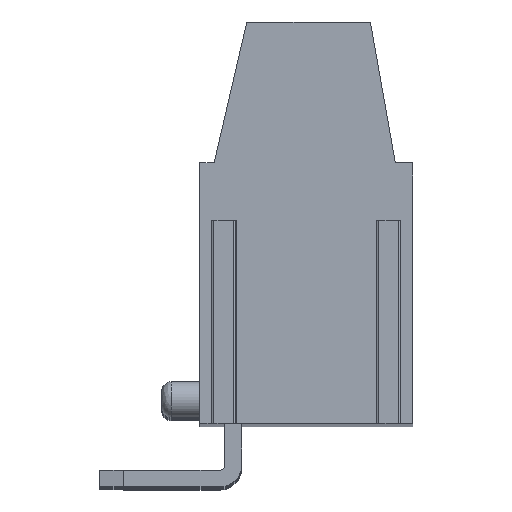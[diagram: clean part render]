
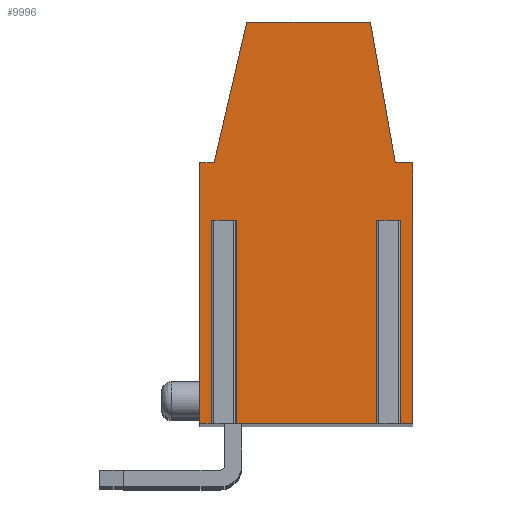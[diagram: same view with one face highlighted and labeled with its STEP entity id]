
A CAD part, top view. The second image highlights one B-rep face of the part: STEP entity #9996.
In plain terms, the highlighted planar face has unit normal (0, 0, 1).
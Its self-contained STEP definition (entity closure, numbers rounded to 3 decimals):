
#13=DIRECTION('',(-1.,0.,0.));
#14=VECTOR('',#13,0.814);
#15=CARTESIAN_POINT('',(6.453,1.45,77.5));
#16=LINE('',#15,#14);
#17=DIRECTION('',(0.,-1.,0.));
#18=VECTOR('',#17,8.5);
#19=CARTESIAN_POINT('',(5.639,1.45,77.5));
#20=LINE('',#19,#18);
#21=DIRECTION('',(-1.,0.,0.));
#22=VECTOR('',#21,6.078);
#23=CARTESIAN_POINT('',(5.639,-7.05,77.5));
#24=LINE('',#23,#22);
#25=DIRECTION('',(0.,-1.,0.));
#26=VECTOR('',#25,8.5);
#27=CARTESIAN_POINT('',(-0.439,1.45,77.5));
#28=LINE('',#27,#26);
#29=DIRECTION('',(-1.,0.,0.));
#30=VECTOR('',#29,0.814);
#31=CARTESIAN_POINT('',(-0.439,1.45,77.5));
#32=LINE('',#31,#30);
#33=DIRECTION('',(0.,-1.,0.));
#34=VECTOR('',#33,8.5);
#35=CARTESIAN_POINT('',(-1.253,1.45,77.5));
#36=LINE('',#35,#34);
#37=DIRECTION('',(-1.,0.,0.));
#38=VECTOR('',#37,0.597);
#39=CARTESIAN_POINT('',(-1.253,-7.05,77.5));
#40=LINE('',#39,#38);
#41=DIRECTION('',(0.,1.,0.));
#42=VECTOR('',#41,10.9);
#43=CARTESIAN_POINT('',(-1.85,-7.05,77.5));
#44=LINE('',#43,#42);
#45=DIRECTION('',(1.,0.,0.));
#46=VECTOR('',#45,0.6);
#47=CARTESIAN_POINT('',(-1.85,3.85,77.5));
#48=LINE('',#47,#46);
#49=DIRECTION('',(0.225,0.974,0.));
#50=VECTOR('',#49,6.055);
#51=CARTESIAN_POINT('',(-1.25,3.85,77.5));
#52=LINE('',#51,#50);
#53=DIRECTION('',(1.,0.,0.));
#54=VECTOR('',#53,5.178);
#55=CARTESIAN_POINT('',(0.112,9.75,77.5));
#56=LINE('',#55,#54);
#57=DIRECTION('',(0.174,-0.985,0.));
#58=VECTOR('',#57,5.991);
#59=CARTESIAN_POINT('',(5.29,9.75,77.5));
#60=LINE('',#59,#58);
#61=DIRECTION('',(1.,0.,0.));
#62=VECTOR('',#61,0.72);
#63=CARTESIAN_POINT('',(6.33,3.85,77.5));
#64=LINE('',#63,#62);
#65=DIRECTION('',(0.,-1.,0.));
#66=VECTOR('',#65,10.9);
#67=CARTESIAN_POINT('',(7.05,3.85,77.5));
#68=LINE('',#67,#66);
#69=DIRECTION('',(-1.,0.,0.));
#70=VECTOR('',#69,0.597);
#71=CARTESIAN_POINT('',(7.05,-7.05,77.5));
#72=LINE('',#71,#70);
#73=DIRECTION('',(0.,-1.,0.));
#74=VECTOR('',#73,8.5);
#75=CARTESIAN_POINT('',(6.453,1.45,77.5));
#76=LINE('',#75,#74);
#7821=CARTESIAN_POINT('',(7.05,3.85,77.5));
#7822=CARTESIAN_POINT('',(7.05,-7.05,77.5));
#7823=VERTEX_POINT('',#7821);
#7824=VERTEX_POINT('',#7822);
#7825=CARTESIAN_POINT('',(6.33,3.85,77.5));
#7826=VERTEX_POINT('',#7825);
#7827=CARTESIAN_POINT('',(5.29,9.75,77.5));
#7828=VERTEX_POINT('',#7827);
#7829=CARTESIAN_POINT('',(0.112,9.75,77.5));
#7830=VERTEX_POINT('',#7829);
#7831=CARTESIAN_POINT('',(-1.25,3.85,77.5));
#7832=VERTEX_POINT('',#7831);
#7833=CARTESIAN_POINT('',(-1.85,3.85,77.5));
#7834=VERTEX_POINT('',#7833);
#7835=CARTESIAN_POINT('',(-1.85,-7.05,77.5));
#7836=VERTEX_POINT('',#7835);
#7965=CARTESIAN_POINT('',(6.453,1.45,77.5));
#7966=CARTESIAN_POINT('',(5.639,1.45,77.5));
#7967=VERTEX_POINT('',#7965);
#7968=VERTEX_POINT('',#7966);
#7969=CARTESIAN_POINT('',(-0.439,1.45,77.5));
#7970=CARTESIAN_POINT('',(-1.253,1.45,77.5));
#7971=VERTEX_POINT('',#7969);
#7972=VERTEX_POINT('',#7970);
#7973=CARTESIAN_POINT('',(-1.253,-7.05,77.5));
#7974=VERTEX_POINT('',#7973);
#7975=CARTESIAN_POINT('',(-0.439,-7.05,77.5));
#7976=VERTEX_POINT('',#7975);
#7977=CARTESIAN_POINT('',(5.639,-7.05,77.5));
#7978=VERTEX_POINT('',#7977);
#7979=CARTESIAN_POINT('',(6.453,-7.05,77.5));
#7980=VERTEX_POINT('',#7979);
#9957=CARTESIAN_POINT('',(0.,0.,77.5));
#9958=DIRECTION('',(0.,0.,1.));
#9959=DIRECTION('',(1.,0.,0.));
#9960=AXIS2_PLACEMENT_3D('',#9957,#9958,#9959);
#9961=PLANE('',#9960);
#9963=ORIENTED_EDGE('',*,*,#9962,.T.);
#9965=ORIENTED_EDGE('',*,*,#9964,.T.);
#9967=ORIENTED_EDGE('',*,*,#9966,.T.);
#9969=ORIENTED_EDGE('',*,*,#9968,.F.);
#9971=ORIENTED_EDGE('',*,*,#9970,.T.);
#9973=ORIENTED_EDGE('',*,*,#9972,.T.);
#9975=ORIENTED_EDGE('',*,*,#9974,.T.);
#9977=ORIENTED_EDGE('',*,*,#9976,.T.);
#9979=ORIENTED_EDGE('',*,*,#9978,.T.);
#9981=ORIENTED_EDGE('',*,*,#9980,.T.);
#9983=ORIENTED_EDGE('',*,*,#9982,.T.);
#9985=ORIENTED_EDGE('',*,*,#9984,.T.);
#9987=ORIENTED_EDGE('',*,*,#9986,.T.);
#9989=ORIENTED_EDGE('',*,*,#9988,.T.);
#9991=ORIENTED_EDGE('',*,*,#9990,.T.);
#9993=ORIENTED_EDGE('',*,*,#9992,.F.);
#9994=EDGE_LOOP('',(#9963,#9965,#9967,#9969,#9971,#9973,#9975,#9977,#9979,#9981,
#9983,#9985,#9987,#9989,#9991,#9993));
#9995=FACE_OUTER_BOUND('',#9994,.F.);
#9962=EDGE_CURVE('',#7967,#7968,#16,.T.);
#9964=EDGE_CURVE('',#7968,#7978,#20,.T.);
#9966=EDGE_CURVE('',#7978,#7976,#24,.T.);
#9968=EDGE_CURVE('',#7971,#7976,#28,.T.);
#9970=EDGE_CURVE('',#7971,#7972,#32,.T.);
#9972=EDGE_CURVE('',#7972,#7974,#36,.T.);
#9974=EDGE_CURVE('',#7974,#7836,#40,.T.);
#9976=EDGE_CURVE('',#7836,#7834,#44,.T.);
#9978=EDGE_CURVE('',#7834,#7832,#48,.T.);
#9980=EDGE_CURVE('',#7832,#7830,#52,.T.);
#9982=EDGE_CURVE('',#7830,#7828,#56,.T.);
#9984=EDGE_CURVE('',#7828,#7826,#60,.T.);
#9986=EDGE_CURVE('',#7826,#7823,#64,.T.);
#9988=EDGE_CURVE('',#7823,#7824,#68,.T.);
#9990=EDGE_CURVE('',#7824,#7980,#72,.T.);
#9992=EDGE_CURVE('',#7967,#7980,#76,.T.);
#9996=ADVANCED_FACE('',(#9995),#9961,.T.);
